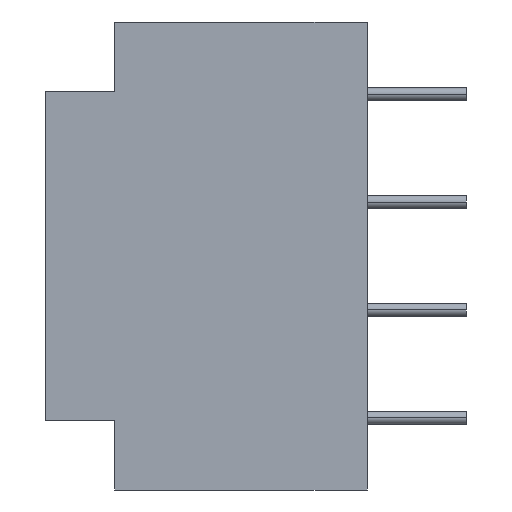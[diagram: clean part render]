
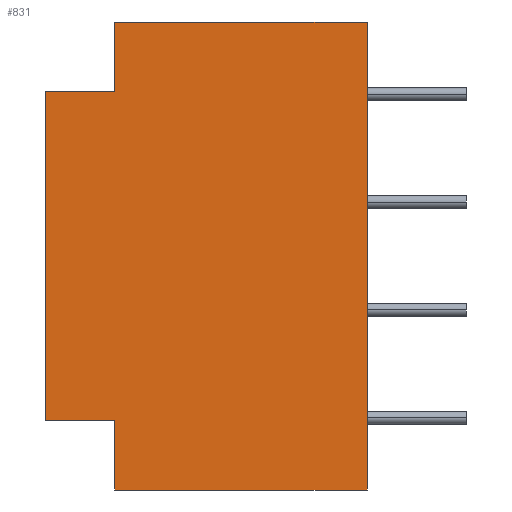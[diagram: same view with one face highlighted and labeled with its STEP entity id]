
A CAD part, left-side view. The second image highlights one B-rep face of the part: STEP entity #831.
In plain terms, the highlighted planar face has unit normal (-1, 0, 0).
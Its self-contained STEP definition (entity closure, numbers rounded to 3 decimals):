
#3 = VERTEX_POINT ( 'NONE', #158 ) ;
#17 = ORIENTED_EDGE ( 'NONE', *, *, #341, .T. ) ;
#31 = CARTESIAN_POINT ( 'NONE',  ( -21.35, -7.45, -10.85 ) ) ;
#64 = VERTEX_POINT ( 'NONE', #90 ) ;
#80 = CARTESIAN_POINT ( 'NONE',  ( -21.35, 4.25, -5.226 ) ) ;
#90 = CARTESIAN_POINT ( 'NONE',  ( -21.35, 7.45, -7.65 ) ) ;
#93 = CARTESIAN_POINT ( 'NONE',  ( -21.35, -7.45, -5.226 ) ) ;
#101 = CARTESIAN_POINT ( 'NONE',  ( -21.35, 4.25, -10.85 ) ) ;
#108 = VECTOR ( 'NONE', #840, 1000. ) ;
#113 = DIRECTION ( 'NONE',  ( 0., -1., 0. ) ) ;
#116 = EDGE_CURVE ( 'Defeature ausgef�hrt1_7+Defeature ausgef�hrt1_2+Defeature ausgef�hrt1_1+Defeature ausgef�hrt1_3', #658, #3, #748, .T. ) ;
#131 = ORIENTED_EDGE ( 'NONE', *, *, #116, .T. ) ;
#137 = ORIENTED_EDGE ( 'NONE', *, *, #783, .F. ) ;
#141 = VERTEX_POINT ( 'NONE', #101 ) ;
#152 = DIRECTION ( 'NONE',  ( 0., 0., -1. ) ) ;
#158 = CARTESIAN_POINT ( 'NONE',  ( -21.35, -7.45, 10.85 ) ) ;
#159 = VERTEX_POINT ( 'NONE', #643 ) ;
#171 = VERTEX_POINT ( 'NONE', #390 ) ;
#191 = EDGE_CURVE ( 'Defeature ausgef�hrt1_7+Defeature ausgef�hrt1_4+Defeature ausgef�hrt1_3+Defeature ausgef�hrt1_8', #171, #854, #553, .T. ) ;
#199 = DIRECTION ( 'NONE',  ( 0., 0., 1. ) ) ;
#203 = CARTESIAN_POINT ( 'NONE',  ( -21.35, 4.25, 7.65 ) ) ;
#205 = DIRECTION ( 'NONE',  ( 0., 1., 0. ) ) ;
#211 = LINE ( 'NONE', #80, #274 ) ;
#221 = LINE ( 'NONE', #459, #668 ) ;
#224 = VECTOR ( 'NONE', #205, 1000. ) ;
#244 = LINE ( 'NONE', #645, #293 ) ;
#252 = ORIENTED_EDGE ( 'NONE', *, *, #191, .T. ) ;
#257 = EDGE_CURVE ( 'Defeature ausgef�hrt1_7+Defeature ausgef�hrt1_6+Defeature ausgef�hrt1_9+Defeature ausgef�hrt1_0', #64, #538, #552, .T. ) ;
#274 = VECTOR ( 'NONE', #152, 1000. ) ;
#293 = VECTOR ( 'NONE', #113, 1000. ) ;
#332 = DIRECTION ( 'NONE',  ( -1., 0., 0. ) ) ;
#341 = EDGE_CURVE ( 'Defeature ausgef�hrt1_7+Defeature ausgef�hrt1_3+Defeature ausgef�hrt1_2+Defeature ausgef�hrt1_4', #3, #171, #422, .T. ) ;
#348 = CARTESIAN_POINT ( 'NONE',  ( -21.35, -0.199, 10.85 ) ) ;
#386 = CARTESIAN_POINT ( 'NONE',  ( -21.35, 4.25, -5.226 ) ) ;
#390 = CARTESIAN_POINT ( 'NONE',  ( -21.35, 4.25, 10.85 ) ) ;
#406 = EDGE_LOOP ( 'NONE', ( #252, #773, #137, #742, #693, #462, #131, #17 ) ) ;
#411 = CARTESIAN_POINT ( 'NONE',  ( -21.35, -0.199, -7.65 ) ) ;
#422 = LINE ( 'NONE', #348, #224 ) ;
#424 = CARTESIAN_POINT ( 'NONE',  ( -21.35, 4.25, -7.65 ) ) ;
#430 = EDGE_CURVE ( 'Defeature ausgef�hrt1_7+Defeature ausgef�hrt1_0+Defeature ausgef�hrt1_6+Defeature ausgef�hrt1_1', #538, #141, #211, .T. ) ;
#459 = CARTESIAN_POINT ( 'NONE',  ( -21.35, 5.85, 7.65 ) ) ;
#462 = ORIENTED_EDGE ( 'NONE', *, *, #721, .T. ) ;
#465 = PLANE ( 'NONE',  #779 ) ;
#470 = DIRECTION ( 'NONE',  ( 0., -1., 0. ) ) ;
#486 = VECTOR ( 'NONE', #709, 1000. ) ;
#538 = VERTEX_POINT ( 'NONE', #424 ) ;
#552 = LINE ( 'NONE', #411, #575 ) ;
#553 = LINE ( 'NONE', #386, #486 ) ;
#573 = FACE_OUTER_BOUND ( 'NONE', #406, .T. ) ;
#575 = VECTOR ( 'NONE', #470, 1000. ) ;
#587 = CARTESIAN_POINT ( 'NONE',  ( -21.35, -0.199, -5.226 ) ) ;
#614 = LINE ( 'NONE', #847, #108 ) ;
#643 = CARTESIAN_POINT ( 'NONE',  ( -21.35, 7.45, 7.65 ) ) ;
#645 = CARTESIAN_POINT ( 'NONE',  ( -21.35, -0.199, -10.85 ) ) ;
#658 = VERTEX_POINT ( 'NONE', #31 ) ;
#668 = VECTOR ( 'NONE', #717, 1000. ) ;
#693 = ORIENTED_EDGE ( 'NONE', *, *, #430, .T. ) ;
#703 = VECTOR ( 'NONE', #758, 1000. ) ;
#709 = DIRECTION ( 'NONE',  ( 0., 0., -1. ) ) ;
#717 = DIRECTION ( 'NONE',  ( 0., 1., 0. ) ) ;
#721 = EDGE_CURVE ( 'Defeature ausgef�hrt1_7+Defeature ausgef�hrt1_1+Defeature ausgef�hrt1_0+Defeature ausgef�hrt1_2', #141, #658, #244, .T. ) ;
#742 = ORIENTED_EDGE ( 'NONE', *, *, #257, .T. ) ;
#748 = LINE ( 'NONE', #93, #703 ) ;
#758 = DIRECTION ( 'NONE',  ( 0., 0., 1. ) ) ;
#773 = ORIENTED_EDGE ( 'NONE', *, *, #807, .T. ) ;
#779 = AXIS2_PLACEMENT_3D ( 'NONE', #587, #332, #199 ) ;
#783 = EDGE_CURVE ( 'Defeature ausgef�hrt1_9+Defeature ausgef�hrt1_7+Defeature ausgef�hrt1_6+Defeature ausgef�hrt1_8', #64, #159, #614, .T. ) ;
#807 = EDGE_CURVE ( 'Defeature ausgef�hrt1_7+Defeature ausgef�hrt1_8+Defeature ausgef�hrt1_4+Defeature ausgef�hrt1_9', #854, #159, #221, .T. ) ;
#831 = ADVANCED_FACE ( 'Defeature ausgef�hrt1_7', ( #573 ), #465, .T. ) ;
#840 = DIRECTION ( 'NONE',  ( 0., 0., 1. ) ) ;
#847 = CARTESIAN_POINT ( 'NONE',  ( -21.35, 7.45, -3.825 ) ) ;
#854 = VERTEX_POINT ( 'NONE', #203 ) ;
